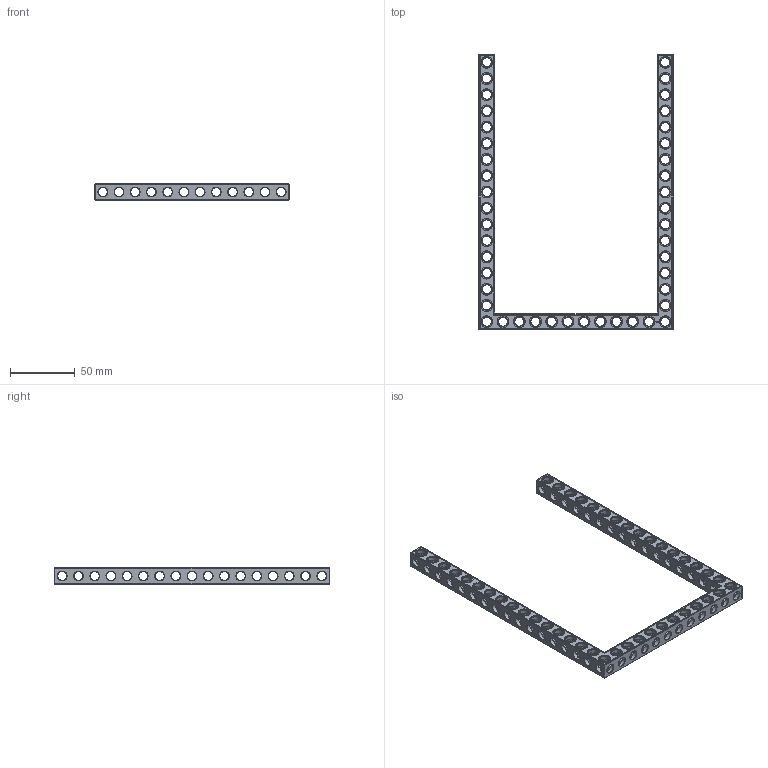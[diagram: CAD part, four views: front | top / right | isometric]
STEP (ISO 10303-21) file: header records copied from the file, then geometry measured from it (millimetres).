
FILE_DESCRIPTION(('FreeCAD Model'),'2;1');
FILE_NAME('Open CASCADE Shape Model','2022-02-26T16:06:10',('Author'),( ''),'Open CASCADE STEP processor 7.5','FreeCAD','Unknown');
FILE_SCHEMA(('AUTOMOTIVE_DESIGN { 1 0 10303 214 1 1 1 1 }'));
Products named in the file (1): Beam AGD ESS USH SYM BU12x17x01 - SPN-BEM-0495 (stemfie.org)
Bounding box: 150 x 212.5 x 12.5 mm (x, y, z)
Volume: 42998.3 mm3; surface area: 38357.2 mm2
Topology: 1 solids, 1 shells, 1025 faces, 3148 edges, 2027 vertices
Faces by surface type: plane 424, cylinder 265, cone 178, extrusion 158
Full cylindrical faces by diameter (mm): 6.98 x36, 7 x185, 9.2 x44
Entity records: 245090 total; most frequent: CARTESIAN_POINT 186630, DIRECTION 9432, ORIENTED_EDGE 6296, PCURVE 6296, DEFINITIONAL_REPRESENTATION 6296, VECTOR 5744, LINE 5586, EDGE_CURVE 3148
